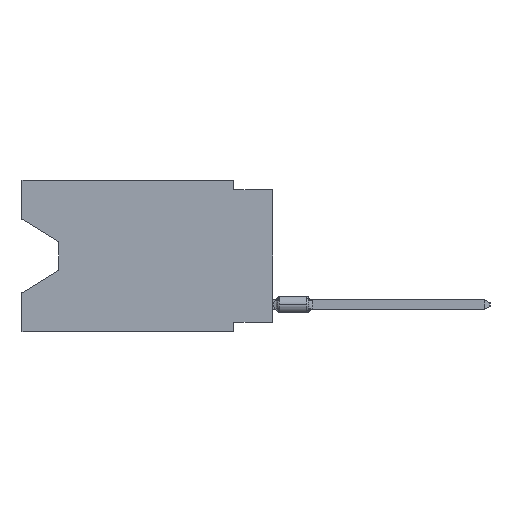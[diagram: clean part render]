
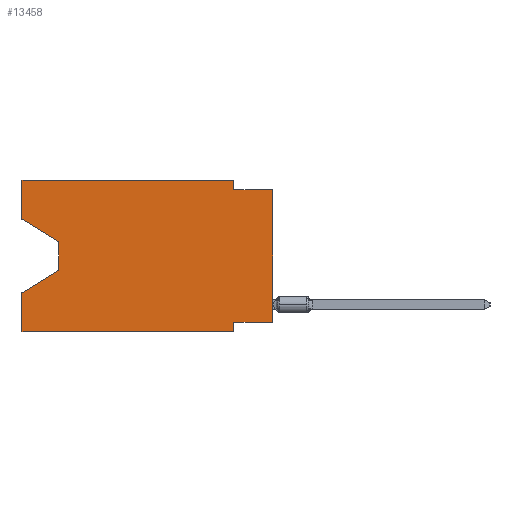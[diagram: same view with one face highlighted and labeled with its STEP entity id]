
A CAD part, left-side view. The second image highlights one B-rep face of the part: STEP entity #13458.
In plain terms, the highlighted planar face has unit normal (-1, 0, 0).
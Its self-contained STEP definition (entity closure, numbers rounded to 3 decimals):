
#327 = DIRECTION ( 'NONE',  ( 0., 0., 1. ) ) ;
#452 = DIRECTION ( 'NONE',  ( 0., -1., 0. ) ) ;
#999 = DIRECTION ( 'NONE',  ( 0., 0., -1. ) ) ;
#1090 = CARTESIAN_POINT ( 'NONE',  ( 0., 0., -0.635 ) ) ;
#1773 = ORIENTED_EDGE ( 'NONE', *, *, #56819, .F. ) ;
#2054 = CARTESIAN_POINT ( 'NONE',  ( 0., 0., -0.635 ) ) ;
#3192 = FACE_OUTER_BOUND ( 'NONE', #26702, .T. ) ;
#3241 = DIRECTION ( 'NONE',  ( 0., -0.855, -0.519 ) ) ;
#4560 = CARTESIAN_POINT ( 'NONE',  ( 0., 16.383, 0. ) ) ;
#4798 = CARTESIAN_POINT ( 'NONE',  ( 0., 16.383, 0. ) ) ;
#4876 = CARTESIAN_POINT ( 'NONE',  ( 0., 16.383, -9.906 ) ) ;
#5608 = EDGE_CURVE ( 'NONE', #34610, #36781, #32835, .T. ) ;
#5695 = VERTEX_POINT ( 'NONE', #12576 ) ;
#6403 = DIRECTION ( 'NONE',  ( 0., 0., 1. ) ) ;
#6688 = EDGE_CURVE ( 'NONE', #9037, #34610, #53684, .T. ) ;
#8449 = VECTOR ( 'NONE', #59641, 1000. ) ;
#8740 = VECTOR ( 'NONE', #27602, 1000. ) ;
#8954 = ORIENTED_EDGE ( 'NONE', *, *, #53747, .F. ) ;
#9037 = VERTEX_POINT ( 'NONE', #58076 ) ;
#9373 = ORIENTED_EDGE ( 'NONE', *, *, #6688, .T. ) ;
#9578 = VERTEX_POINT ( 'NONE', #64243 ) ;
#9729 = VECTOR ( 'NONE', #6403, 1000. ) ;
#10396 = ORIENTED_EDGE ( 'NONE', *, *, #57570, .T. ) ;
#11141 = LINE ( 'NONE', #38357, #8449 ) ;
#11459 = CARTESIAN_POINT ( 'NONE',  ( 0., 13.97, -4.013 ) ) ;
#11533 = VECTOR ( 'NONE', #67083, 1000. ) ;
#12000 = VERTEX_POINT ( 'NONE', #66916 ) ;
#12576 = CARTESIAN_POINT ( 'NONE',  ( 0., 2.54, -9.271 ) ) ;
#12643 = ORIENTED_EDGE ( 'NONE', *, *, #5608, .T. ) ;
#13458 = ADVANCED_FACE ( 'NONE', ( #3192 ), #24475, .F. ) ;
#14405 = VERTEX_POINT ( 'NONE', #2054 ) ;
#16026 = VECTOR ( 'NONE', #28294, 1000. ) ;
#16090 = VECTOR ( 'NONE', #3241, 1000. ) ;
#16865 = CARTESIAN_POINT ( 'NONE',  ( 0., 16.383, 0. ) ) ;
#17176 = ORIENTED_EDGE ( 'NONE', *, *, #52111, .T. ) ;
#19068 = LINE ( 'NONE', #67892, #27797 ) ;
#19320 = VECTOR ( 'NONE', #452, 1000. ) ;
#20572 = CARTESIAN_POINT ( 'NONE',  ( 0., 0., 0. ) ) ;
#21333 = CARTESIAN_POINT ( 'NONE',  ( 0., 13.97, -5.893 ) ) ;
#21366 = VERTEX_POINT ( 'NONE', #22301 ) ;
#22269 = VECTOR ( 'NONE', #327, 1000. ) ;
#22301 = CARTESIAN_POINT ( 'NONE',  ( 0., 16.383, -9.906 ) ) ;
#24475 = PLANE ( 'NONE',  #36220 ) ;
#25926 = ORIENTED_EDGE ( 'NONE', *, *, #58764, .F. ) ;
#26157 = DIRECTION ( 'NONE',  ( 0., -1., 0. ) ) ;
#26285 = CARTESIAN_POINT ( 'NONE',  ( 0., 16.383, 0. ) ) ;
#26702 = EDGE_LOOP ( 'NONE', ( #48628, #9373, #12643, #63444, #10396, #1773, #41828, #17176, #34601, #25926, #54640, #8954 ) ) ;
#27527 = LINE ( 'NONE', #4876, #66194 ) ;
#27569 = EDGE_CURVE ( 'NONE', #39857, #14405, #65607, .T. ) ;
#27602 = DIRECTION ( 'NONE',  ( 0., 0.855, -0.519 ) ) ;
#27797 = VECTOR ( 'NONE', #62327, 1000. ) ;
#27998 = VECTOR ( 'NONE', #63738, 1000. ) ;
#28259 = EDGE_CURVE ( 'NONE', #12000, #9037, #66722, .T. ) ;
#28294 = DIRECTION ( 'NONE',  ( 0., -1., 0. ) ) ;
#29054 = LINE ( 'NONE', #16865, #9729 ) ;
#30916 = CARTESIAN_POINT ( 'NONE',  ( 0., 13.97, -5.893 ) ) ;
#31075 = CARTESIAN_POINT ( 'NONE',  ( 0., 2.54, -0.635 ) ) ;
#31644 = LINE ( 'NONE', #4798, #27998 ) ;
#32835 = LINE ( 'NONE', #21333, #8740 ) ;
#34601 = ORIENTED_EDGE ( 'NONE', *, *, #27569, .F. ) ;
#34610 = VERTEX_POINT ( 'NONE', #30916 ) ;
#36166 = CARTESIAN_POINT ( 'NONE',  ( 0., 16.383, -7.36 ) ) ;
#36220 = AXIS2_PLACEMENT_3D ( 'NONE', #4560, #41891, #42230 ) ;
#36733 = EDGE_CURVE ( 'NONE', #52011, #5695, #19068, .T. ) ;
#36781 = VERTEX_POINT ( 'NONE', #36166 ) ;
#37488 = VERTEX_POINT ( 'NONE', #61834 ) ;
#38357 = CARTESIAN_POINT ( 'NONE',  ( 0., 2.54, 0. ) ) ;
#39857 = VERTEX_POINT ( 'NONE', #31075 ) ;
#40233 = CARTESIAN_POINT ( 'NONE',  ( 0., 16.383, -2.546 ) ) ;
#41828 = ORIENTED_EDGE ( 'NONE', *, *, #36733, .F. ) ;
#41891 = DIRECTION ( 'NONE',  ( 1., 0., 0. ) ) ;
#42230 = DIRECTION ( 'NONE',  ( 0., 0., -1. ) ) ;
#42765 = EDGE_CURVE ( 'NONE', #37488, #9578, #48248, .T. ) ;
#45713 = CARTESIAN_POINT ( 'NONE',  ( 0., 0., -9.271 ) ) ;
#45804 = CARTESIAN_POINT ( 'NONE',  ( 0., 2.54, -9.906 ) ) ;
#46794 = CARTESIAN_POINT ( 'NONE',  ( 0., 2.54, -9.906 ) ) ;
#48114 = LINE ( 'NONE', #20572, #22269 ) ;
#48248 = LINE ( 'NONE', #26285, #19320 ) ;
#48628 = ORIENTED_EDGE ( 'NONE', *, *, #28259, .T. ) ;
#49416 = EDGE_CURVE ( 'NONE', #21366, #36781, #29054, .T. ) ;
#49660 = LINE ( 'NONE', #45804, #11533 ) ;
#51175 = VECTOR ( 'NONE', #999, 1000. ) ;
#52011 = VERTEX_POINT ( 'NONE', #45713 ) ;
#52111 = EDGE_CURVE ( 'NONE', #52011, #14405, #48114, .T. ) ;
#53684 = LINE ( 'NONE', #11459, #51175 ) ;
#53747 = EDGE_CURVE ( 'NONE', #12000, #37488, #31644, .T. ) ;
#54640 = ORIENTED_EDGE ( 'NONE', *, *, #42765, .F. ) ;
#56819 = EDGE_CURVE ( 'NONE', #5695, #65652, #49660, .T. ) ;
#57570 = EDGE_CURVE ( 'NONE', #21366, #65652, #27527, .T. ) ;
#58076 = CARTESIAN_POINT ( 'NONE',  ( 0., 13.97, -4.013 ) ) ;
#58764 = EDGE_CURVE ( 'NONE', #9578, #39857, #11141, .T. ) ;
#59641 = DIRECTION ( 'NONE',  ( 0., 0., -1. ) ) ;
#61834 = CARTESIAN_POINT ( 'NONE',  ( 0., 16.383, 0. ) ) ;
#62327 = DIRECTION ( 'NONE',  ( 0., 1., 0. ) ) ;
#63444 = ORIENTED_EDGE ( 'NONE', *, *, #49416, .F. ) ;
#63738 = DIRECTION ( 'NONE',  ( 0., 0., 1. ) ) ;
#64243 = CARTESIAN_POINT ( 'NONE',  ( 0., 2.54, 0. ) ) ;
#65607 = LINE ( 'NONE', #1090, #16026 ) ;
#65652 = VERTEX_POINT ( 'NONE', #46794 ) ;
#66194 = VECTOR ( 'NONE', #26157, 1000. ) ;
#66722 = LINE ( 'NONE', #40233, #16090 ) ;
#66916 = CARTESIAN_POINT ( 'NONE',  ( 0., 16.383, -2.546 ) ) ;
#67083 = DIRECTION ( 'NONE',  ( 0., 0., -1. ) ) ;
#67892 = CARTESIAN_POINT ( 'NONE',  ( 0., 0., -9.271 ) ) ;
